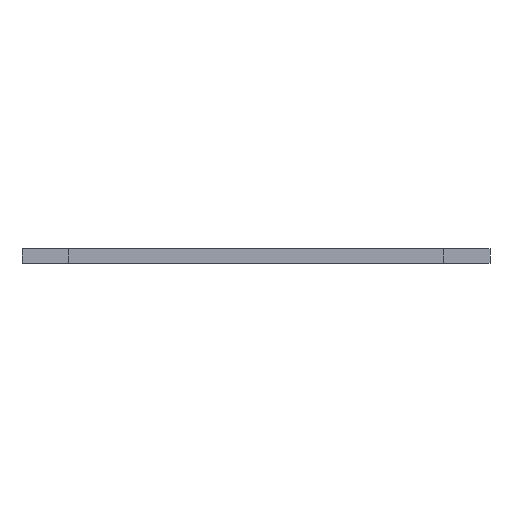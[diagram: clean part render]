
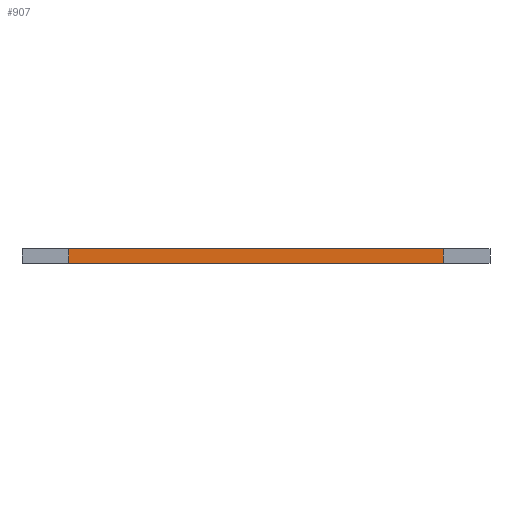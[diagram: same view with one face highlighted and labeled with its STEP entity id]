
A CAD part, left-side view. The second image highlights one B-rep face of the part: STEP entity #907.
In plain terms, the highlighted planar face has unit normal (-1, 0, 0).
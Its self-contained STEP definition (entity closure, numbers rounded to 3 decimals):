
#541 = EDGE_CURVE ( 'NONE', #830, #829, #1826, .T. ) ;
#579 = EDGE_CURVE ( 'NONE', #819, #830, #2795, .T. ) ;
#580 = EDGE_CURVE ( 'NONE', #820, #829, #2797, .T. ) ;
#819 = VERTEX_POINT ( 'NONE', #3266 ) ;
#820 = VERTEX_POINT ( 'NONE', #3267 ) ;
#829 = VERTEX_POINT ( 'NONE', #3276 ) ;
#830 = VERTEX_POINT ( 'NONE', #3277 ) ;
#907 = ADVANCED_FACE ( 'NONE', ( #2969 ), #3358, .F. ) ;
#1107 = ORIENTED_EDGE ( 'NONE', *, *, #541, .T. ) ;
#1108 = ORIENTED_EDGE ( 'NONE', *, *, #580, .F. ) ;
#1109 = ORIENTED_EDGE ( 'NONE', *, *, #1915, .F. ) ;
#1110 = ORIENTED_EDGE ( 'NONE', *, *, #579, .T. ) ;
#1235 = EDGE_LOOP ( 'NONE', ( #1107, #1108, #1109, #1110 ) ) ;
#1826 = LINE ( 'NONE', #2694, #1831 ) ;
#1831 = VECTOR ( 'NONE', #2699, 1000. ) ;
#1915 = EDGE_CURVE ( 'NONE', #819, #820, #3797, .T. ) ;
#2479 = AXIS2_PLACEMENT_3D ( 'NONE', #3359, #3364, #3365 ) ;
#2694 = CARTESIAN_POINT ( 'NONE',  ( -25.919, 22.241, 0. ) ) ;
#2699 = DIRECTION ( 'NONE',  ( 0., -1., 0. ) ) ;
#2748 = DIRECTION ( 'NONE',  ( 0., 0., -1. ) ) ;
#2795 = LINE ( 'NONE', #3094, #2798 ) ;
#2797 = LINE ( 'NONE', #3096, #2800 ) ;
#2798 = VECTOR ( 'NONE', #3095, 1000. ) ;
#2800 = VECTOR ( 'NONE', #2748, 1000. ) ;
#2969 = FACE_OUTER_BOUND ( 'NONE', #1235, .T. ) ;
#3094 = CARTESIAN_POINT ( 'NONE',  ( -25.919, 22.241, 1.5 ) ) ;
#3095 = DIRECTION ( 'NONE',  ( 0., 0., -1. ) ) ;
#3096 = CARTESIAN_POINT ( 'NONE',  ( -25.919, -17.759, 1.5 ) ) ;
#3266 = CARTESIAN_POINT ( 'NONE',  ( -25.919, 22.241, 1.5 ) ) ;
#3267 = CARTESIAN_POINT ( 'NONE',  ( -25.919, -17.759, 1.5 ) ) ;
#3276 = CARTESIAN_POINT ( 'NONE',  ( -25.919, -17.759, 0. ) ) ;
#3277 = CARTESIAN_POINT ( 'NONE',  ( -25.919, 22.241, 0. ) ) ;
#3358 = PLANE ( 'NONE',  #2479 ) ;
#3359 = CARTESIAN_POINT ( 'NONE',  ( -25.919, 22.241, 1.5 ) ) ;
#3364 = DIRECTION ( 'NONE',  ( 1., 0., 0. ) ) ;
#3365 = DIRECTION ( 'NONE',  ( 0., 1., 0. ) ) ;
#3797 = LINE ( 'NONE', #4197, #3800 ) ;
#3800 = VECTOR ( 'NONE', #4198, 1000. ) ;
#4197 = CARTESIAN_POINT ( 'NONE',  ( -25.919, 22.241, 1.5 ) ) ;
#4198 = DIRECTION ( 'NONE',  ( 0., -1., 0. ) ) ;
